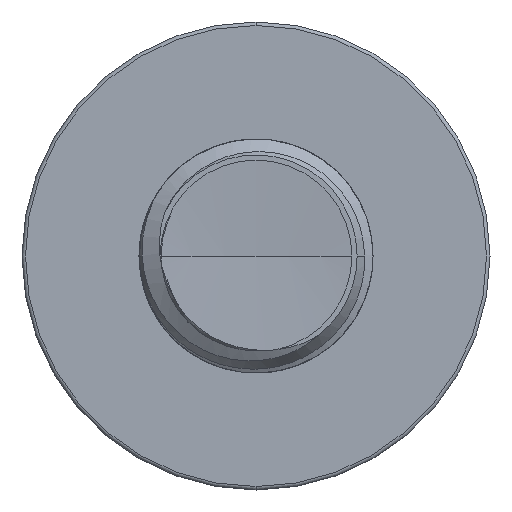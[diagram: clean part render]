
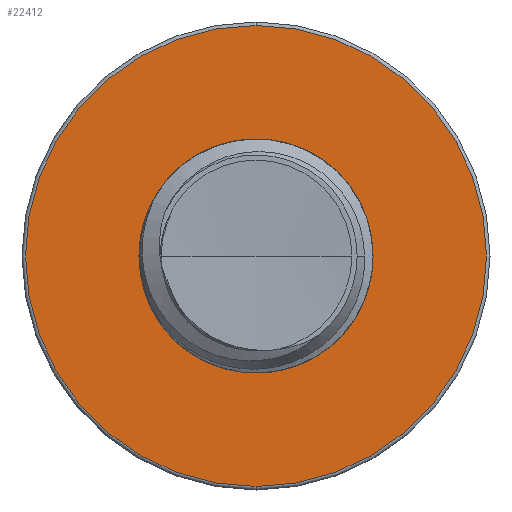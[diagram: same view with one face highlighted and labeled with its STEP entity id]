
A CAD part, front view. The second image highlights one B-rep face of the part: STEP entity #22412.
In plain terms, the highlighted planar face has unit normal (0, -1, 0).
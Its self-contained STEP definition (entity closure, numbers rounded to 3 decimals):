
#296 = AXIS2_PLACEMENT_3D ( 'NONE', #4878, #15679, #2711 ) ;
#445 = PLANE ( 'NONE',  #296 ) ;
#2711 = DIRECTION ( 'NONE',  ( 0., 0., -1. ) ) ;
#3119 = DIRECTION ( 'NONE',  ( 0., -1., 0. ) ) ;
#3517 = CARTESIAN_POINT ( 'NONE',  ( 0., 6., -1.971 ) ) ;
#4456 = CIRCLE ( 'NONE', #25621, 1.971 ) ;
#4878 = CARTESIAN_POINT ( 'NONE',  ( 0., 6., 1.971 ) ) ;
#5242 = ORIENTED_EDGE ( 'NONE', *, *, #16552, .F. ) ;
#5457 = CARTESIAN_POINT ( 'NONE',  ( 0., 6., 1.971 ) ) ;
#7030 = ORIENTED_EDGE ( 'NONE', *, *, #7898, .F. ) ;
#7075 = DIRECTION ( 'NONE',  ( 0., -1., 0. ) ) ;
#7638 = AXIS2_PLACEMENT_3D ( 'NONE', #16065, #3119, #18167 ) ;
#7898 = EDGE_CURVE ( 'NONE', #13084, #22063, #4456, .T. ) ;
#8911 = ORIENTED_EDGE ( 'NONE', *, *, #24496, .T. ) ;
#9013 = ORIENTED_EDGE ( 'NONE', *, *, #17753, .T. ) ;
#10245 = DIRECTION ( 'NONE',  ( 0., -1., 0. ) ) ;
#10772 = CARTESIAN_POINT ( 'NONE',  ( 0., 6., 0. ) ) ;
#12087 = CARTESIAN_POINT ( 'NONE',  ( 0., 6., 3.94 ) ) ;
#12216 = FACE_OUTER_BOUND ( 'NONE', #25454, .T. ) ;
#12262 = CIRCLE ( 'NONE', #15781, 1.971 ) ;
#12909 = DIRECTION ( 'NONE',  ( 0., 0., -1. ) ) ;
#13084 = VERTEX_POINT ( 'NONE', #3517 ) ;
#15679 = DIRECTION ( 'NONE',  ( 0., -1., 0. ) ) ;
#15781 = AXIS2_PLACEMENT_3D ( 'NONE', #19701, #7075, #21794 ) ;
#16065 = CARTESIAN_POINT ( 'NONE',  ( 0., 6., 0. ) ) ;
#16552 = EDGE_CURVE ( 'NONE', #22063, #13084, #12262, .T. ) ;
#17753 = EDGE_CURVE ( 'NONE', #23469, #23730, #24392, .T. ) ;
#18167 = DIRECTION ( 'NONE',  ( 0., 0., -1. ) ) ;
#19701 = CARTESIAN_POINT ( 'NONE',  ( 0., 6., 0. ) ) ;
#20324 = CIRCLE ( 'NONE', #27046, 3.94 ) ;
#21794 = DIRECTION ( 'NONE',  ( 0., 0., -1. ) ) ;
#22063 = VERTEX_POINT ( 'NONE', #5457 ) ;
#22282 = CARTESIAN_POINT ( 'NONE',  ( 0., 6., -3.94 ) ) ;
#22412 = ADVANCED_FACE ( 'NONE', ( #12216, #23338 ), #445, .T. ) ;
#22826 = CARTESIAN_POINT ( 'NONE',  ( 0., 6., 0. ) ) ;
#23338 = FACE_BOUND ( 'NONE', #27599, .T. ) ;
#23469 = VERTEX_POINT ( 'NONE', #22282 ) ;
#23730 = VERTEX_POINT ( 'NONE', #12087 ) ;
#24392 = CIRCLE ( 'NONE', #7638, 3.94 ) ;
#24496 = EDGE_CURVE ( 'NONE', #23730, #23469, #20324, .T. ) ;
#24964 = DIRECTION ( 'NONE',  ( 0., 0., -1. ) ) ;
#25454 = EDGE_LOOP ( 'NONE', ( #9013, #8911 ) ) ;
#25485 = DIRECTION ( 'NONE',  ( 0., -1., 0. ) ) ;
#25621 = AXIS2_PLACEMENT_3D ( 'NONE', #10772, #25485, #12909 ) ;
#27046 = AXIS2_PLACEMENT_3D ( 'NONE', #22826, #10245, #24964 ) ;
#27599 = EDGE_LOOP ( 'NONE', ( #7030, #5242 ) ) ;
